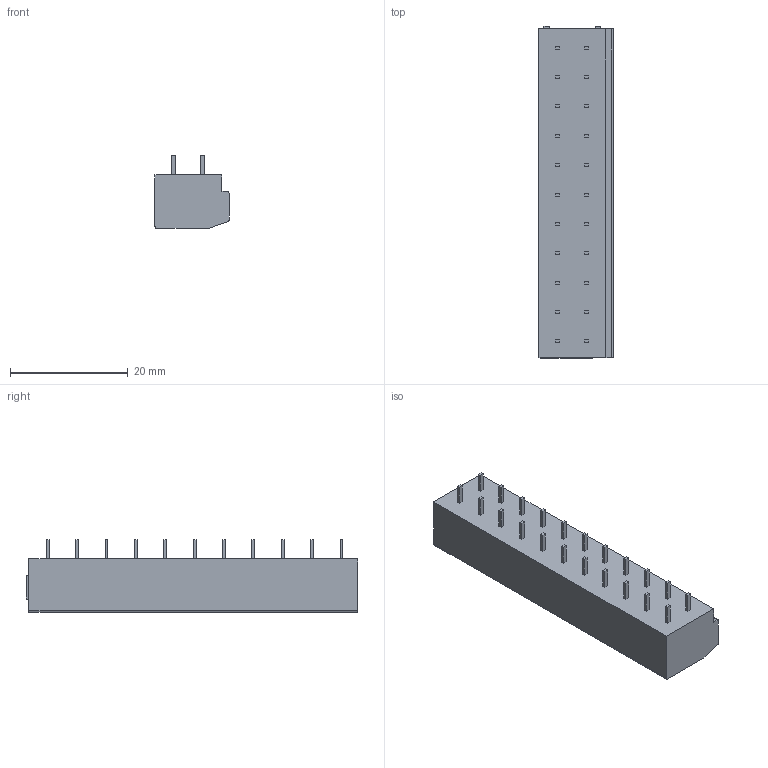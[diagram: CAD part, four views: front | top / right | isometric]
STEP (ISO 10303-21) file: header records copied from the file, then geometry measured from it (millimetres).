
FILE_DESCRIPTION((''),'2;1');
FILE_NAME('TLM-202R','2024-09-30T14:52:30',('tluser'),(''),'CREO PARAMETRIC BY PTC INC, 2018100','CREO PARAMETRIC BY PTC INC, 2018100','');
FILE_SCHEMA(('CONFIG_CONTROL_DESIGN'));
Length unit declared in the file: millimetre
Products named in the file (1): TLM-202R
Bounding box: 12.6 x 56.5 x 12.4 mm (x, y, z)
Volume: 5689.6 mm3; surface area: 3298.3 mm2
Topology: 1 solids, 1 shells, 374 faces, 890 edges, 564 vertices
Faces by surface type: plane 327, cylinder 25, cone 22
Entity records: 10758 total; most frequent: CARTESIAN_POINT 2158, ORIENTED_EDGE 1780, DIRECTION 1644, EDGE_CURVE 890, VECTOR 752, LINE 752, VERTEX_POINT 564, AXIS2_PLACEMENT_3D 446
